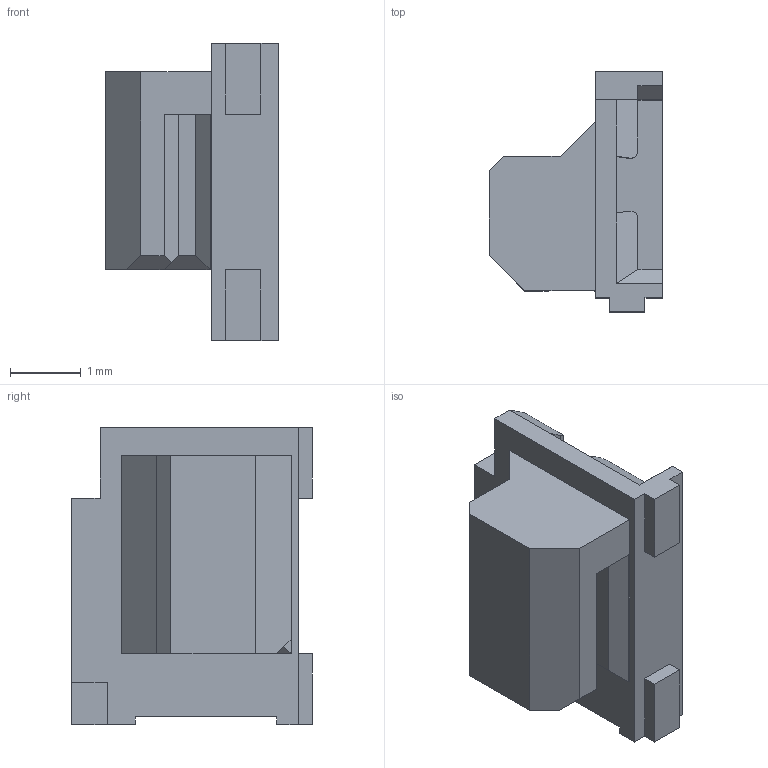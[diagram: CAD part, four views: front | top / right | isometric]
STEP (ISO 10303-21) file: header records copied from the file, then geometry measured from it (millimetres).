
FILE_DESCRIPTION (( 'STEP AP214' ), '1' );
FILE_NAME ('SMT-RA-SIDE.STEP', '2024-05-09T10:49:28', ( '' ), ( '' ), 'SwSTEP 2.0', 'SolidWorks 2024', '' );
FILE_SCHEMA (( 'AUTOMOTIVE_DESIGN' ));
Length unit declared in the file: millimetre
Products named in the file (1): SMT-RA-SIDE
Bounding box: 2.45 x 3.4 x 4.2 mm (x, y, z)
Volume: 15.7 mm3; surface area: 62.3 mm2
Topology: 1 solids, 1 shells, 61 faces, 167 edges, 109 vertices
Faces by surface type: plane 58, cylinder 3
Entity records: 1911 total; most frequent: CARTESIAN_POINT 347, ORIENTED_EDGE 334, DIRECTION 291, EDGE_CURVE 167, LINE 161, VECTOR 161, VERTEX_POINT 109, AXIS2_PLACEMENT_3D 65
